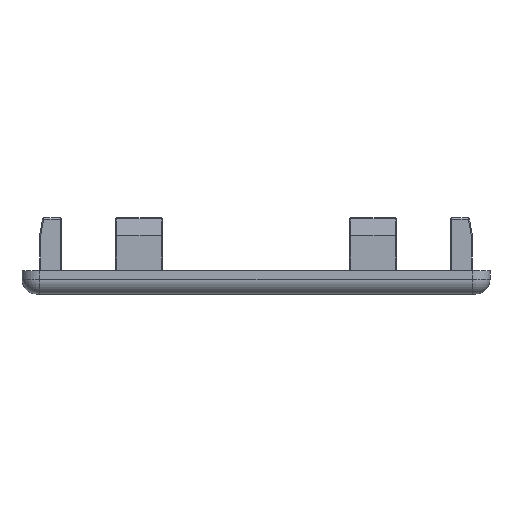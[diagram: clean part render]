
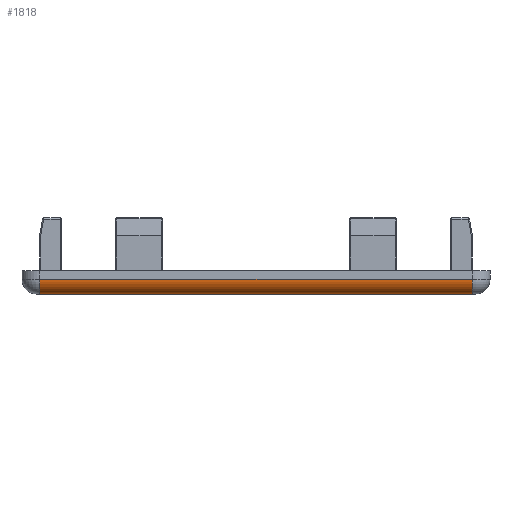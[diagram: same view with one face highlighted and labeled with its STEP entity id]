
A CAD part, left-side view. The second image highlights one B-rep face of the part: STEP entity #1818.
In plain terms, the highlighted cylindrical face has radius 2.5 mm (diameter 5 mm), a partial arc.
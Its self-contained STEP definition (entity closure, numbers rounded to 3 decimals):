
#46 = DIRECTION ( 'NONE',  ( 0., -1., 0. ) ) ;
#134 = DIRECTION ( 'NONE',  ( -1., 0., 0. ) ) ;
#473 = ORIENTED_EDGE ( 'NONE', *, *, #5918, .T. ) ;
#1023 = CIRCLE ( 'NONE', #9866, 2.5 ) ;
#1420 = LINE ( 'NONE', #3037, #9291 ) ;
#1818 = ADVANCED_FACE ( 'NONE', ( #8966 ), #6939, .T. ) ;
#2173 = DIRECTION ( 'NONE',  ( 0., 1., 0. ) ) ;
#2877 = DIRECTION ( 'NONE',  ( -1., 0., 0. ) ) ;
#3004 = DIRECTION ( 'NONE',  ( 0., 1., 0. ) ) ;
#3037 = CARTESIAN_POINT ( 'NONE',  ( -37.5, 40., -4. ) ) ;
#3197 = EDGE_CURVE ( 'NONE', #9472, #3628, #1420, .T. ) ;
#3286 = LINE ( 'NONE', #7337, #6854 ) ;
#3575 = DIRECTION ( 'NONE',  ( 0., 1., 0. ) ) ;
#3628 = VERTEX_POINT ( 'NONE', #8789 ) ;
#3716 = CARTESIAN_POINT ( 'NONE',  ( -40., 37., -1.5 ) ) ;
#4075 = CARTESIAN_POINT ( 'NONE',  ( -37.5, -37., -1.5 ) ) ;
#4337 = CIRCLE ( 'NONE', #9689, 2.5 ) ;
#5172 = EDGE_LOOP ( 'NONE', ( #473, #5618, #9423, #8885 ) ) ;
#5319 = VERTEX_POINT ( 'NONE', #6926 ) ;
#5618 = ORIENTED_EDGE ( 'NONE', *, *, #8472, .T. ) ;
#5918 = EDGE_CURVE ( 'NONE', #9472, #5319, #4337, .T. ) ;
#5966 = CARTESIAN_POINT ( 'NONE',  ( -37.5, 40., -1.5 ) ) ;
#6188 = DIRECTION ( 'NONE',  ( -1., 0., 0. ) ) ;
#6854 = VECTOR ( 'NONE', #3575, 1000. ) ;
#6926 = CARTESIAN_POINT ( 'NONE',  ( -40., -37., -1.5 ) ) ;
#6939 = CYLINDRICAL_SURFACE ( 'NONE', #8016, 2.5 ) ;
#6972 = DIRECTION ( 'NONE',  ( 0., 1., 0. ) ) ;
#7337 = CARTESIAN_POINT ( 'NONE',  ( -40., 40., -1.5 ) ) ;
#7726 = CARTESIAN_POINT ( 'NONE',  ( -37.5, -37., -4. ) ) ;
#8016 = AXIS2_PLACEMENT_3D ( 'NONE', #5966, #2173, #2877 ) ;
#8472 = EDGE_CURVE ( 'NONE', #5319, #9448, #3286, .T. ) ;
#8789 = CARTESIAN_POINT ( 'NONE',  ( -37.5, 37., -4. ) ) ;
#8885 = ORIENTED_EDGE ( 'NONE', *, *, #3197, .F. ) ;
#8966 = FACE_OUTER_BOUND ( 'NONE', #5172, .T. ) ;
#9054 = EDGE_CURVE ( 'NONE', #9448, #3628, #1023, .T. ) ;
#9165 = CARTESIAN_POINT ( 'NONE',  ( -37.5, 37., -1.5 ) ) ;
#9291 = VECTOR ( 'NONE', #3004, 1000. ) ;
#9423 = ORIENTED_EDGE ( 'NONE', *, *, #9054, .T. ) ;
#9448 = VERTEX_POINT ( 'NONE', #3716 ) ;
#9472 = VERTEX_POINT ( 'NONE', #7726 ) ;
#9689 = AXIS2_PLACEMENT_3D ( 'NONE', #4075, #6972, #134 ) ;
#9866 = AXIS2_PLACEMENT_3D ( 'NONE', #9165, #46, #6188 ) ;
